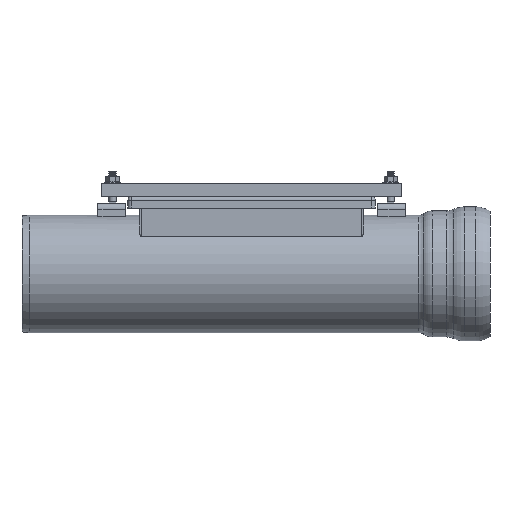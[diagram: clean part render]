
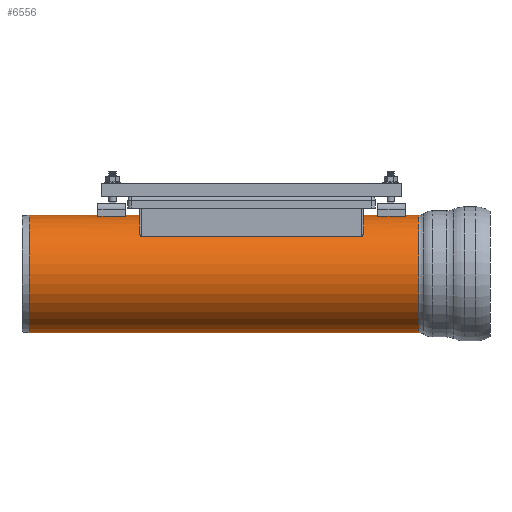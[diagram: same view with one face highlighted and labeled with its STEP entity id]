
A CAD part, front view. The second image highlights one B-rep face of the part: STEP entity #6556.
In plain terms, the highlighted cylindrical face has radius 665 mm (diameter 1330 mm), a full revolution.
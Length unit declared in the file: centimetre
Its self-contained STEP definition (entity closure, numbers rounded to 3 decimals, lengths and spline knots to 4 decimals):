
#413=FACE_BOUND('',#2234,.T.);
#436=CYLINDRICAL_SURFACE('',#7022,66.5);
#557=LINE('',#9895,#1140);
#558=LINE('',#9901,#1141);
#559=LINE('',#9904,#1142);
#1140=VECTOR('',#7801,66.5);
#1141=VECTOR('',#7806,10.);
#1142=VECTOR('',#7809,10.);
#1791=FACE_OUTER_BOUND('',#2233,.T.);
#2233=EDGE_LOOP('',(#4574,#4575,#4576,#4577));
#2234=EDGE_LOOP('',(#4578,#4579,#4580,#4581));
#2701=CIRCLE('',#7021,66.5);
#2702=CIRCLE('',#7023,66.5);
#2703=CIRCLE('',#7024,66.5);
#2704=CIRCLE('',#7025,66.5);
#2997=VERTEX_POINT('',#9890);
#2998=VERTEX_POINT('',#9894);
#2999=VERTEX_POINT('',#9897);
#3000=VERTEX_POINT('',#9898);
#3001=VERTEX_POINT('',#9900);
#3002=VERTEX_POINT('',#9902);
#3579=EDGE_CURVE('',#2997,#2997,#2701,.T.);
#3580=EDGE_CURVE('',#2997,#2998,#557,.T.);
#3581=EDGE_CURVE('',#2998,#2998,#2702,.T.);
#3582=EDGE_CURVE('',#2999,#3000,#2703,.T.);
#3583=EDGE_CURVE('',#3000,#3001,#558,.T.);
#3584=EDGE_CURVE('',#3001,#3002,#2704,.T.);
#3585=EDGE_CURVE('',#3002,#2999,#559,.T.);
#4574=ORIENTED_EDGE('',*,*,#3579,.F.);
#4575=ORIENTED_EDGE('',*,*,#3580,.T.);
#4576=ORIENTED_EDGE('',*,*,#3581,.T.);
#4577=ORIENTED_EDGE('',*,*,#3580,.F.);
#4578=ORIENTED_EDGE('',*,*,#3582,.T.);
#4579=ORIENTED_EDGE('',*,*,#3583,.T.);
#4580=ORIENTED_EDGE('',*,*,#3584,.T.);
#4581=ORIENTED_EDGE('',*,*,#3585,.T.);
#6556=ADVANCED_FACE('',(#1791,#413),#436,.T.);
#7021=AXIS2_PLACEMENT_3D('',#9892,#7797,#7798);
#7022=AXIS2_PLACEMENT_3D('',#9893,#7799,#7800);
#7023=AXIS2_PLACEMENT_3D('',#9896,#7802,#7803);
#7024=AXIS2_PLACEMENT_3D('',#9899,#7804,#7805);
#7025=AXIS2_PLACEMENT_3D('',#9903,#7807,#7808);
#7797=DIRECTION('center_axis',(-1.,0.,0.));
#7798=DIRECTION('ref_axis',(0.,0.,
-1.));
#7799=DIRECTION('center_axis',(-1.,0.,0.));
#7800=DIRECTION('ref_axis',(0.,0.,1.));
#7801=DIRECTION('',(1.,0.,0.));
#7802=DIRECTION('center_axis',(-1.,0.,0.));
#7803=DIRECTION('ref_axis',(0.,1.,0.));
#7804=DIRECTION('center_axis',(-1.,0.,0.));
#7805=DIRECTION('ref_axis',(0.,0.,1.));
#7806=DIRECTION('',(1.,0.,0.));
#7807=DIRECTION('center_axis',(1.,0.,0.));
#7808=DIRECTION('ref_axis',(0.,0.,1.));
#7809=DIRECTION('',(-1.,0.,0.));
#9890=CARTESIAN_POINT('',(8.0499,0.,-66.5));
#9892=CARTESIAN_POINT('Origin',(8.0499,0.,0.));
#9893=CARTESIAN_POINT('Origin',(228.6276,0.,0.));
#9894=CARTESIAN_POINT('',(449.2552,0.,-66.5));
#9895=CARTESIAN_POINT('',(228.6276,0.,-66.5));
#9896=CARTESIAN_POINT('Origin',(449.2552,0.,0.));
#9897=CARTESIAN_POINT('',(134.75,-51.2,42.436));
#9898=CARTESIAN_POINT('',(134.75,51.2,42.436));
#9899=CARTESIAN_POINT('Origin',(134.75,0.,0.));
#9900=CARTESIAN_POINT('',(385.25,51.2,42.436));
#9901=CARTESIAN_POINT('',(228.6276,51.2,42.436));
#9902=CARTESIAN_POINT('',(385.25,-51.2,42.436));
#9903=CARTESIAN_POINT('Origin',(385.25,0.,0.));
#9904=CARTESIAN_POINT('',(228.6276,-51.2,42.436));
